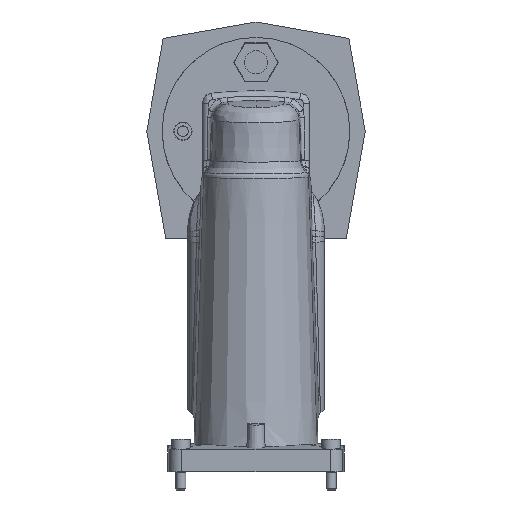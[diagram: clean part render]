
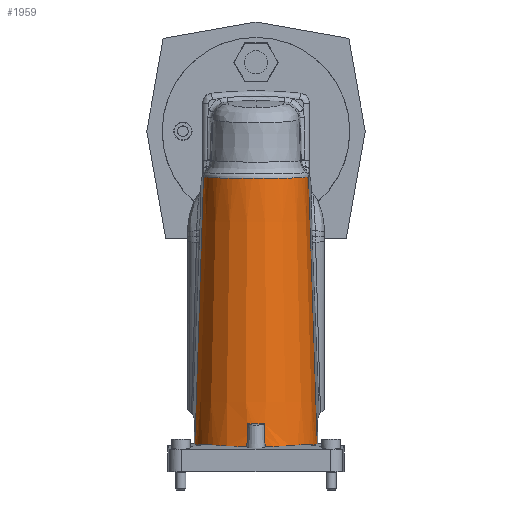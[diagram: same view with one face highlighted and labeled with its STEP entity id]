
A CAD part, front view. The second image highlights one B-rep face of the part: STEP entity #1959.
In plain terms, the highlighted conical face has half-angle 1.86 degrees and reference radius 30.25 mm.
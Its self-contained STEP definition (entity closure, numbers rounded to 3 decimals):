
#1379=(
BOUNDED_CURVE()
B_SPLINE_CURVE(1,(#10664,#10665,#10666),.UNSPECIFIED.,.F.,.F.)
B_SPLINE_CURVE_WITH_KNOTS((2,1,2),(0.,0.568,1.),
 .UNSPECIFIED.)
CURVE()
GEOMETRIC_REPRESENTATION_ITEM()
RATIONAL_B_SPLINE_CURVE((1.045,1.045,1.045))
REPRESENTATION_ITEM('')
);
#1436=ELLIPSE('',#7701,5281.652,67.868);
#1437=ELLIPSE('',#7703,5281.652,67.868);
#1451=ELLIPSE('',#7736,30.178,30.03);
#1453=ELLIPSE('',#7738,30.178,30.03);
#1458=ELLIPSE('',#7750,30.134,30.001);
#1460=ELLIPSE('',#7753,30.134,30.001);
#1467=ELLIPSE('',#7769,29.788,29.674);
#1536=B_SPLINE_CURVE_WITH_KNOTS('',3,(#10682,#10683,#10684,#10685,#10686,
#10687,#10688,#10689,#10690,#10691,#10692,#10693,#10694,#10695),
 .UNSPECIFIED.,.F.,.F.,(4,2,2,2,2,2,4),(0.,0.125,0.25,0.375,0.5,0.75,1.),
 .UNSPECIFIED.);
#1679=CONICAL_SURFACE('',#7770,30.25,1.86);
#1959=ADVANCED_FACE('',(#2532),#1679,.T.);
#2532=FACE_OUTER_BOUND('',#2880,.T.);
#2880=EDGE_LOOP('',(#4782,#4783,#4784,#4785,#4786,#4787,#4788,#4789,#4790,
#4791));
#3334=LINE('',#10271,#3842);
#3842=VECTOR('',#8538,1.);
#4782=ORIENTED_EDGE('',*,*,#6830,.F.);
#4783=ORIENTED_EDGE('',*,*,#6810,.F.);
#4784=ORIENTED_EDGE('',*,*,#6744,.F.);
#4785=ORIENTED_EDGE('',*,*,#6863,.F.);
#4786=ORIENTED_EDGE('',*,*,#6742,.F.);
#4787=ORIENTED_EDGE('',*,*,#6808,.F.);
#4788=ORIENTED_EDGE('',*,*,#6828,.F.);
#4789=ORIENTED_EDGE('',*,*,#6762,.T.);
#4790=ORIENTED_EDGE('',*,*,#6864,.T.);
#4791=ORIENTED_EDGE('',*,*,#6857,.F.);
#6103=VERTEX_POINT('',#10226);
#6104=VERTEX_POINT('',#10228);
#6105=VERTEX_POINT('',#10232);
#6106=VERTEX_POINT('',#10233);
#6121=VERTEX_POINT('',#10270);
#6122=VERTEX_POINT('',#10272);
#6149=VERTEX_POINT('',#10412);
#6150=VERTEX_POINT('',#10416);
#6160=VERTEX_POINT('',#10509);
#6175=VERTEX_POINT('',#10667);
#6742=EDGE_CURVE('',#6103,#6104,#1436,.T.);
#6744=EDGE_CURVE('',#6105,#6106,#1437,.T.);
#6762=EDGE_CURVE('',#6122,#6121,#3334,.T.);
#6808=EDGE_CURVE('',#6149,#6103,#1451,.T.);
#6810=EDGE_CURVE('',#6106,#6150,#1453,.T.);
#6828=EDGE_CURVE('',#6122,#6149,#1458,.T.);
#6830=EDGE_CURVE('',#6150,#6160,#1460,.T.);
#6857=EDGE_CURVE('',#6160,#6175,#1379,.T.);
#6863=EDGE_CURVE('',#6104,#6105,#1467,.T.);
#6864=EDGE_CURVE('',#6121,#6175,#1536,.T.);
#7701=AXIS2_PLACEMENT_3D('',#10227,#8509,#8510);
#7703=AXIS2_PLACEMENT_3D('',#10231,#8514,#8515);
#7736=AXIS2_PLACEMENT_3D('',#10413,#8622,#8623);
#7738=AXIS2_PLACEMENT_3D('',#10415,#8626,#8627);
#7750=AXIS2_PLACEMENT_3D('',#10505,#8654,#8655);
#7753=AXIS2_PLACEMENT_3D('',#10508,#8660,#8661);
#7769=AXIS2_PLACEMENT_3D('',#10681,#8698,#8699);
#7770=AXIS2_PLACEMENT_3D('',#10696,#8700,#8701);
#8509=DIRECTION('',(-0.999,0.035,-0.035));
#8510=DIRECTION('',(0.035,-0.001,-0.999));
#8514=DIRECTION('',(0.999,0.035,-0.035));
#8515=DIRECTION('',(-0.035,-0.001,-0.999));
#8538=DIRECTION('',(-0.032,0.001,0.999));
#8622=DIRECTION('',(0.,0.099,-0.995));
#8623=DIRECTION('',(0.,-0.995,-0.099));
#8626=DIRECTION('',(0.,0.099,-0.995));
#8627=DIRECTION('',(0.,-0.995,-0.099));
#8654=DIRECTION('',(-0.087,0.035,-0.996));
#8655=DIRECTION('',(0.924,-0.37,-0.094));
#8660=DIRECTION('',(0.087,0.035,-0.996));
#8661=DIRECTION('',(-0.924,-0.37,-0.094));
#8698=DIRECTION('',(0.,0.087,-0.996));
#8699=DIRECTION('',(0.,-0.996,-0.087));
#8700=DIRECTION('',(0.,0.,-1.));
#8701=DIRECTION('',(-1.,0.,0.));
#10226=CARTESIAN_POINT('',(4.488,-29.79,12.313));
#10227=CARTESIAN_POINT('',(171.273,-5.985,-4737.072));
#10228=CARTESIAN_POINT('',(4.103,-29.474,23.658));
#10231=CARTESIAN_POINT('',(-171.273,-5.985,-4737.072));
#10232=CARTESIAN_POINT('',(-4.103,-29.474,23.658));
#10233=CARTESIAN_POINT('',(-4.488,-29.79,12.313));
#10270=CARTESIAN_POINT('',(25.793,-0.901,145.294));
#10271=CARTESIAN_POINT('',(28.536,-0.997,60.75));
#10272=CARTESIAN_POINT('',(30.069,-1.05,13.518));
#10412=CARTESIAN_POINT('',(23.88,-18.306,13.454));
#10413=CARTESIAN_POINT('',(0.,-0.097,15.264));
#10415=CARTESIAN_POINT('',(0.,-0.097,15.264));
#10416=CARTESIAN_POINT('',(-23.88,-18.306,13.454));
#10505=CARTESIAN_POINT('',(0.085,-0.034,16.176));
#10508=CARTESIAN_POINT('',(-0.085,-0.034,16.176));
#10509=CARTESIAN_POINT('',(-30.069,-1.05,13.518));
#10664=CARTESIAN_POINT('',(-30.232,-1.056,8.5));
#10665=CARTESIAN_POINT('',(-26.841,-0.937,113.));
#10666=CARTESIAN_POINT('',(-24.259,-0.847,192.556));
#10667=CARTESIAN_POINT('',(-25.793,-0.901,145.294));
#10681=CARTESIAN_POINT('',(0.,-0.084,26.23));
#10682=CARTESIAN_POINT('',(25.793,-0.901,145.294));
#10683=CARTESIAN_POINT('',(25.68,-4.233,145.191));
#10684=CARTESIAN_POINT('',(24.913,-7.523,145.089));
#10685=CARTESIAN_POINT('',(22.238,-13.529,144.904));
#10686=CARTESIAN_POINT('',(20.296,-16.303,144.818));
#10687=CARTESIAN_POINT('',(15.565,-20.872,144.677));
#10688=CARTESIAN_POINT('',(12.732,-22.715,144.62));
#10689=CARTESIAN_POINT('',(6.619,-25.187,144.544));
#10690=CARTESIAN_POINT('',(3.319,-25.833,144.524));
#10691=CARTESIAN_POINT('',(-6.618,-25.835,144.524));
#10692=CARTESIAN_POINT('',(-13.171,-23.187,144.606));
#10693=CARTESIAN_POINT('',(-22.697,-13.981,144.89));
#10694=CARTESIAN_POINT('',(-25.567,-7.564,145.088));
#10695=CARTESIAN_POINT('',(-25.793,-0.901,145.294));
#10696=CARTESIAN_POINT('',(0.,0.,8.5));
